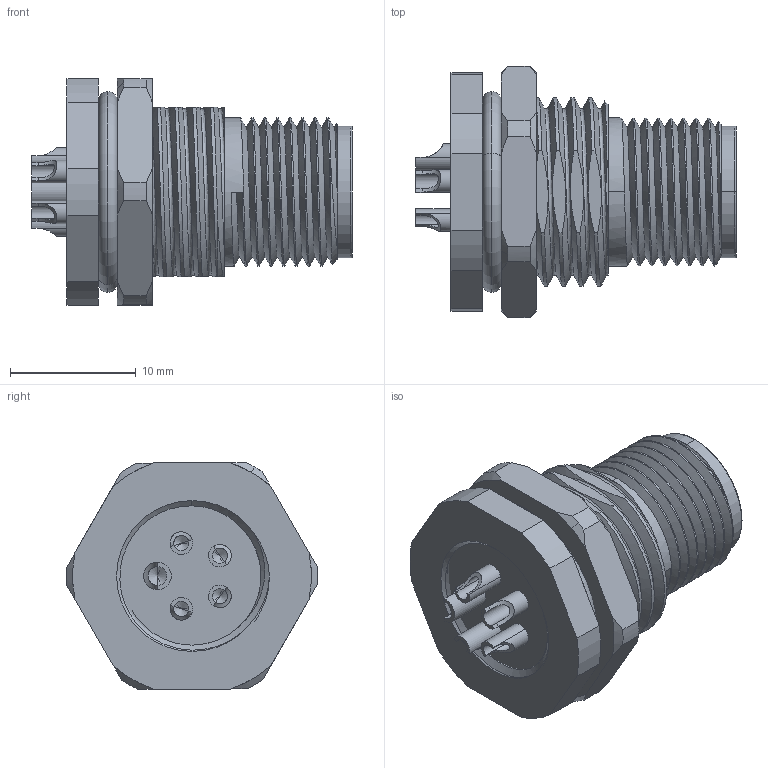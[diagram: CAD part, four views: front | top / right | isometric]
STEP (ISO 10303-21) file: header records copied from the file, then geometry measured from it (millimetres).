
FILE_DESCRIPTION (( 'STEP AP203' ), '1' );
FILE_NAME ('54-00439.STEP', '2025-03-14T16:25:38', ( '' ), ( '' ), 'SwSTEP 2.0', 'SolidWorks 2021', '' );
FILE_SCHEMA (( 'CONFIG_CONTROL_DESIGN' ));
Length unit declared in the file: millimetre
Products named in the file (7): 54-00439; 54-00439-06___; 54-00439-03___; 54-00439-01___; 54-00439-02___; 54-00439-05___; 54-00439-04___
Assembly tree (9 placements, depth 2):
  54-00439
    54-00439-01___
    54-00439-02___
    54-00439-04___
    54-00439-05___
    54-00439-03___  x4
    54-00439-06___
Bounding box: 25.5 x 20 x 18.03 mm (x, y, z)
Volume: 3269.6 mm3; surface area: 6018.1 mm2
Topology: 9 solids, 9 shells, 370 faces, 919 edges, 581 vertices
Faces by surface type: cylinder 157, plane 107, cone 55, torus 34, bspline 9, sphere 8
Entity records: 13415 total; most frequent: CARTESIAN_POINT 6208, ORIENTED_EDGE 1394, DIRECTION 1298, EDGE_CURVE 697, AXIS2_PLACEMENT_3D 513, VERTEX_POINT 453, EDGE_LOOP 308, FACE_OUTER_BOUND 274
